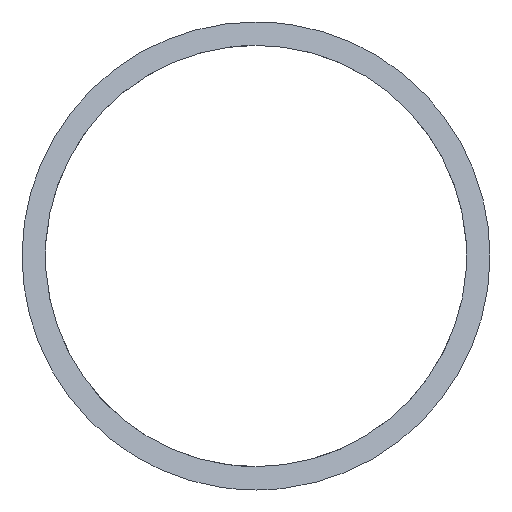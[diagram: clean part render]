
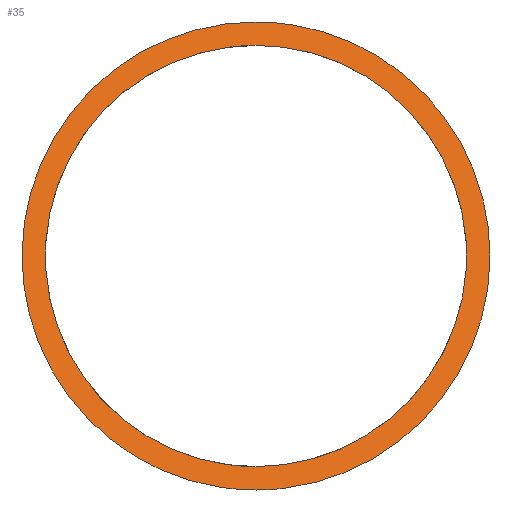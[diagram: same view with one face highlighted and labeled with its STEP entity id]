
A CAD part, front view. The second image highlights one B-rep face of the part: STEP entity #35.
In plain terms, the highlighted planar face has unit normal (-0.076, -0.814, 0.575).
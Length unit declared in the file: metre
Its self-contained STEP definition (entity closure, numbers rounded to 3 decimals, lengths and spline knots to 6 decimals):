
#35=ADVANCED_FACE('0:51',(#67,#68),#69,.T.);
#67=FACE_OUTER_BOUND('',#95,.T.);
#68=FACE_BOUND('',#96,.T.);
#69=PLANE('',#97);
#95=EDGE_LOOP('',(#128,#129,#130));
#96=EDGE_LOOP('',(#131,#132,#133));
#97=AXIS2_PLACEMENT_3D('',#134,#135,#136);
#128=ORIENTED_EDGE('',*,*,#179,.T.);
#129=ORIENTED_EDGE('',*,*,#171,.T.);
#130=ORIENTED_EDGE('',*,*,#180,.T.);
#131=ORIENTED_EDGE('',*,*,#175,.F.);
#132=ORIENTED_EDGE('',*,*,#174,.F.);
#133=ORIENTED_EDGE('',*,*,#181,.F.);
#134=CARTESIAN_POINT('',(-1.615,-0.28,-0.06452));
#135=DIRECTION('',(-0.076,-0.814,0.575));
#136=DIRECTION('',(-0.996,0.093,0.0));
#171=EDGE_CURVE('',#192,#196,#198,.T.);
#174=EDGE_CURVE('',#200,#203,#204,.T.);
#175=EDGE_CURVE('0:117',#203,#205,#206,.T.);
#179=EDGE_CURVE('0:132',#211,#192,#212,.T.);
#180=EDGE_CURVE('',#196,#211,#213,.T.);
#181=EDGE_CURVE('',#205,#200,#214,.T.);
#192=VERTEX_POINT('',#227);
#196=VERTEX_POINT('',#232);
#198=ELLIPSE('',#235,0.018418,0.015);
#200=VERTEX_POINT('',#237);
#203=VERTEX_POINT('',#241);
#204=ELLIPSE('',#242,0.016577,0.0135);
#205=VERTEX_POINT('',#243);
#206=ELLIPSE('',#244,0.016577,0.0135);
#211=VERTEX_POINT('',#250);
#212=ELLIPSE('',#251,0.018418,0.015);
#213=ELLIPSE('',#252,0.018418,0.015);
#214=ELLIPSE('',#253,0.016577,0.0135);
#227=CARTESIAN_POINT('',(-1.615,-0.269404,-0.04952));
#232=CARTESIAN_POINT('',(-1.615,-0.290596,-0.07952));
#235=AXIS2_PLACEMENT_3D('',#269,#270,#271);
#237=CARTESIAN_POINT('',(-1.615,-0.270463,-0.05102));
#241=CARTESIAN_POINT('',(-1.616766,-0.270381,-0.051136));
#242=AXIS2_PLACEMENT_3D('',#273,#274,#275);
#243=CARTESIAN_POINT('',(-1.615,-0.289537,-0.07802));
#244=AXIS2_PLACEMENT_3D('',#276,#277,#278);
#250=CARTESIAN_POINT('',(-1.613037,-0.290688,-0.079391));
#251=AXIS2_PLACEMENT_3D('',#283,#284,#285);
#252=AXIS2_PLACEMENT_3D('',#286,#287,#288);
#253=AXIS2_PLACEMENT_3D('',#289,#290,#291);
#269=CARTESIAN_POINT('',(-1.615,-0.28,-0.06452));
#270=DIRECTION('',(-0.076,-0.814,0.575));
#271=DIRECTION('',(0.107,-0.58,-0.807));
#273=CARTESIAN_POINT('',(-1.615,-0.28,-0.06452));
#274=DIRECTION('',(-0.076,-0.814,0.575));
#275=DIRECTION('',(0.107,-0.58,-0.807));
#276=CARTESIAN_POINT('',(-1.615,-0.28,-0.06452));
#277=DIRECTION('',(-0.076,-0.814,0.575));
#278=DIRECTION('',(0.107,-0.58,-0.807));
#283=CARTESIAN_POINT('',(-1.615,-0.28,-0.06452));
#284=DIRECTION('',(-0.076,-0.814,0.575));
#285=DIRECTION('',(0.107,-0.58,-0.807));
#286=CARTESIAN_POINT('',(-1.615,-0.28,-0.06452));
#287=DIRECTION('',(-0.076,-0.814,0.575));
#288=DIRECTION('',(0.107,-0.58,-0.807));
#289=CARTESIAN_POINT('',(-1.615,-0.28,-0.06452));
#290=DIRECTION('',(-0.076,-0.814,0.575));
#291=DIRECTION('',(0.107,-0.58,-0.807));
